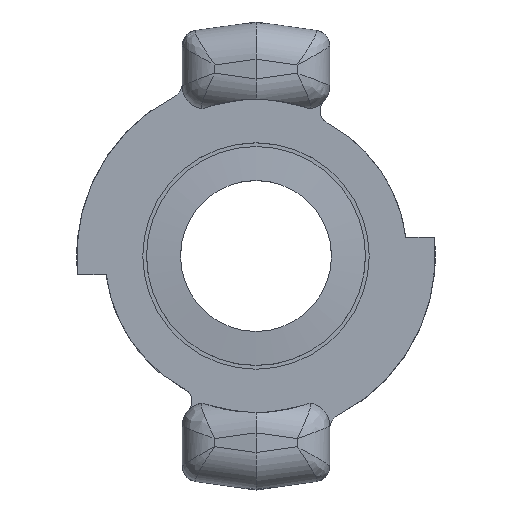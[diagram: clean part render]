
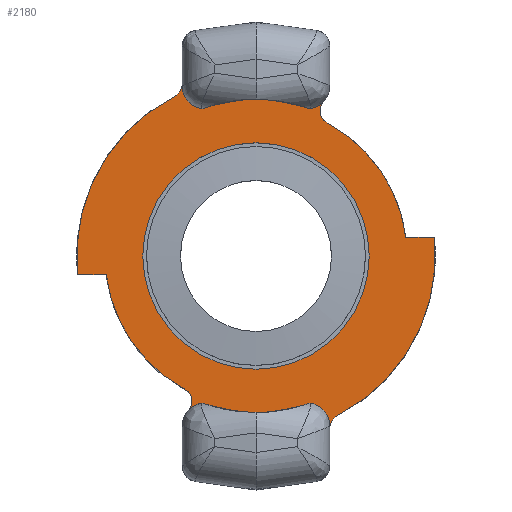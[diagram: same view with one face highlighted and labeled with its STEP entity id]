
A CAD part, top view. The second image highlights one B-rep face of the part: STEP entity #2180.
In plain terms, the highlighted planar face has unit normal (0, 0, 1).
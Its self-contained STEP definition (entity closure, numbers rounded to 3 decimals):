
#205=FACE_BOUND('',#403,.T.);
#214=PLANE('',#2372);
#276=FACE_OUTER_BOUND('',#402,.T.);
#402=EDGE_LOOP('',(#1562,#1563,#1564,#1565,#1566,#1567,#1568,#1569,#1570,
#1571,#1572,#1573,#1574,#1575,#1576,#1577,#1578,#1579));
#403=EDGE_LOOP('',(#1580,#1581));
#533=LINE('',#4162,#648);
#534=LINE('',#4166,#649);
#535=LINE('',#4171,#650);
#536=LINE('',#4177,#651);
#537=LINE('',#4181,#652);
#538=LINE('',#4186,#653);
#648=VECTOR('',#2744,10.);
#649=VECTOR('',#2747,10.);
#650=VECTOR('',#2752,10.);
#651=VECTOR('',#2757,10.);
#652=VECTOR('',#2760,10.);
#653=VECTOR('',#2765,10.);
#742=CIRCLE('',#2313,20.);
#744=CIRCLE('',#2315,20.);
#766=CIRCLE('',#2373,25.5);
#767=CIRCLE('',#2374,2.);
#768=CIRCLE('',#2375,23.75);
#769=CIRCLE('',#2376,1.835);
#770=CIRCLE('',#2377,3.);
#771=CIRCLE('',#2378,25.5);
#772=CIRCLE('',#2379,2.);
#773=CIRCLE('',#2380,23.75);
#774=CIRCLE('',#2381,1.835);
#775=CIRCLE('',#2382,3.);
#776=CIRCLE('',#2383,15.);
#777=CIRCLE('',#2384,15.);
#863=VERTEX_POINT('',#3465);
#864=VERTEX_POINT('',#3467);
#867=VERTEX_POINT('',#3491);
#868=VERTEX_POINT('',#3493);
#943=VERTEX_POINT('',#4160);
#944=VERTEX_POINT('',#4161);
#945=VERTEX_POINT('',#4163);
#946=VERTEX_POINT('',#4165);
#947=VERTEX_POINT('',#4167);
#948=VERTEX_POINT('',#4169);
#949=VERTEX_POINT('',#4172);
#950=VERTEX_POINT('',#4174);
#951=VERTEX_POINT('',#4176);
#952=VERTEX_POINT('',#4178);
#953=VERTEX_POINT('',#4180);
#954=VERTEX_POINT('',#4182);
#955=VERTEX_POINT('',#4184);
#956=VERTEX_POINT('',#4187);
#957=VERTEX_POINT('',#4190);
#958=VERTEX_POINT('',#4191);
#1076=EDGE_CURVE('',#863,#864,#742,.T.);
#1081=EDGE_CURVE('',#867,#868,#744,.T.);
#1179=EDGE_CURVE('',#943,#944,#533,.T.);
#1180=EDGE_CURVE('',#943,#945,#766,.T.);
#1181=EDGE_CURVE('',#946,#945,#534,.T.);
#1182=EDGE_CURVE('',#947,#946,#767,.T.);
#1183=EDGE_CURVE('',#948,#947,#768,.T.);
#1184=EDGE_CURVE('',#864,#948,#535,.T.);
#1185=EDGE_CURVE('',#949,#863,#769,.T.);
#1186=EDGE_CURVE('',#950,#949,#770,.T.);
#1187=EDGE_CURVE('',#951,#950,#536,.T.);
#1188=EDGE_CURVE('',#951,#952,#771,.T.);
#1189=EDGE_CURVE('',#953,#952,#537,.T.);
#1190=EDGE_CURVE('',#954,#953,#772,.T.);
#1191=EDGE_CURVE('',#955,#954,#773,.T.);
#1192=EDGE_CURVE('',#868,#955,#538,.T.);
#1193=EDGE_CURVE('',#956,#867,#774,.T.);
#1194=EDGE_CURVE('',#944,#956,#775,.T.);
#1195=EDGE_CURVE('',#957,#958,#776,.T.);
#1196=EDGE_CURVE('',#958,#957,#777,.T.);
#1562=ORIENTED_EDGE('',*,*,#1179,.F.);
#1563=ORIENTED_EDGE('',*,*,#1180,.T.);
#1564=ORIENTED_EDGE('',*,*,#1181,.F.);
#1565=ORIENTED_EDGE('',*,*,#1182,.F.);
#1566=ORIENTED_EDGE('',*,*,#1183,.F.);
#1567=ORIENTED_EDGE('',*,*,#1184,.F.);
#1568=ORIENTED_EDGE('',*,*,#1076,.F.);
#1569=ORIENTED_EDGE('',*,*,#1185,.F.);
#1570=ORIENTED_EDGE('',*,*,#1186,.F.);
#1571=ORIENTED_EDGE('',*,*,#1187,.F.);
#1572=ORIENTED_EDGE('',*,*,#1188,.T.);
#1573=ORIENTED_EDGE('',*,*,#1189,.F.);
#1574=ORIENTED_EDGE('',*,*,#1190,.F.);
#1575=ORIENTED_EDGE('',*,*,#1191,.F.);
#1576=ORIENTED_EDGE('',*,*,#1192,.F.);
#1577=ORIENTED_EDGE('',*,*,#1081,.F.);
#1578=ORIENTED_EDGE('',*,*,#1193,.F.);
#1579=ORIENTED_EDGE('',*,*,#1194,.F.);
#1580=ORIENTED_EDGE('',*,*,#1195,.F.);
#1581=ORIENTED_EDGE('',*,*,#1196,.F.);
#2180=ADVANCED_FACE('',(#276,#205),#214,.F.);
#2313=AXIS2_PLACEMENT_3D('',#3468,#2595,#2596);
#2315=AXIS2_PLACEMENT_3D('',#3494,#2601,#2602);
#2372=AXIS2_PLACEMENT_3D('',#4159,#2742,#2743);
#2373=AXIS2_PLACEMENT_3D('',#4164,#2745,#2746);
#2374=AXIS2_PLACEMENT_3D('',#4168,#2748,#2749);
#2375=AXIS2_PLACEMENT_3D('',#4170,#2750,#2751);
#2376=AXIS2_PLACEMENT_3D('',#4173,#2753,#2754);
#2377=AXIS2_PLACEMENT_3D('',#4175,#2755,#2756);
#2378=AXIS2_PLACEMENT_3D('',#4179,#2758,#2759);
#2379=AXIS2_PLACEMENT_3D('',#4183,#2761,#2762);
#2380=AXIS2_PLACEMENT_3D('',#4185,#2763,#2764);
#2381=AXIS2_PLACEMENT_3D('',#4188,#2766,#2767);
#2382=AXIS2_PLACEMENT_3D('',#4189,#2768,#2769);
#2383=AXIS2_PLACEMENT_3D('',#4192,#2770,#2771);
#2384=AXIS2_PLACEMENT_3D('',#4193,#2772,#2773);
#2595=DIRECTION('center_axis',(0.,0.,-1.));
#2596=DIRECTION('ref_axis',(0.,1.,0.));
#2601=DIRECTION('center_axis',(0.,0.,-1.));
#2602=DIRECTION('ref_axis',(0.,1.,0.));
#2742=DIRECTION('center_axis',(0.,0.,-1.));
#2743=DIRECTION('ref_axis',(-1.,0.,0.));
#2744=DIRECTION('',(0.,-1.,0.));
#2745=DIRECTION('center_axis',(0.,0.,1.));
#2746=DIRECTION('ref_axis',(-1.,0.,0.));
#2747=DIRECTION('',(0.,1.,0.));
#2748=DIRECTION('center_axis',(0.,0.,1.));
#2749=DIRECTION('ref_axis',(0.853,-0.521,0.));
#2750=DIRECTION('center_axis',(0.,0.,-1.));
#2751=DIRECTION('ref_axis',(-0.411,0.912,0.));
#2752=DIRECTION('',(-1.,0.,0.));
#2753=DIRECTION('center_axis',(0.,0.,1.));
#2754=DIRECTION('ref_axis',(0.741,-0.671,0.));
#2755=DIRECTION('center_axis',(0.,0.,-1.));
#2756=DIRECTION('ref_axis',(-0.755,0.656,0.));
#2757=DIRECTION('',(0.,1.,0.));
#2758=DIRECTION('center_axis',(0.,0.,1.));
#2759=DIRECTION('ref_axis',(-1.,0.,0.));
#2760=DIRECTION('',(0.,-1.,0.));
#2761=DIRECTION('center_axis',(0.,0.,1.));
#2762=DIRECTION('ref_axis',(-0.853,0.521,0.));
#2763=DIRECTION('center_axis',(0.,0.,-1.));
#2764=DIRECTION('ref_axis',(0.411,-0.912,0.));
#2765=DIRECTION('',(1.,0.,0.));
#2766=DIRECTION('center_axis',(0.,0.,1.));
#2767=DIRECTION('ref_axis',(-0.741,0.671,0.));
#2768=DIRECTION('center_axis',(0.,0.,-1.));
#2769=DIRECTION('ref_axis',(0.755,-0.656,0.));
#2770=DIRECTION('center_axis',(0.,0.,1.));
#2771=DIRECTION('ref_axis',(-1.,0.,0.));
#2772=DIRECTION('center_axis',(0.,0.,1.));
#2773=DIRECTION('ref_axis',(-1.,0.,0.));
#3465=CARTESIAN_POINT('',(-9.466,-17.618,-5.114));
#3467=CARTESIAN_POINT('',(-19.843,-2.5,-5.114));
#3468=CARTESIAN_POINT('Origin',(0.,0.,-5.114));
#3491=CARTESIAN_POINT('',(9.466,17.618,-5.114));
#3493=CARTESIAN_POINT('',(19.843,2.5,-5.114));
#3494=CARTESIAN_POINT('Origin',(0.,0.,-5.114));
#4159=CARTESIAN_POINT('Origin',(-20.25,0.,-5.114));
#4160=CARTESIAN_POINT('',(9.75,23.562,-5.114));
#4161=CARTESIAN_POINT('',(9.75,22.478,-5.114));
#4162=CARTESIAN_POINT('',(9.75,15.5,-5.114));
#4163=CARTESIAN_POINT('',(-9.75,23.562,-5.114));
#4164=CARTESIAN_POINT('Origin',(0.,0.,-5.114));
#4165=CARTESIAN_POINT('',(-9.75,22.913,-5.114));
#4166=CARTESIAN_POINT('',(-9.75,-15.5,-5.114));
#4167=CARTESIAN_POINT('',(-10.837,21.133,-5.114));
#4168=CARTESIAN_POINT('Origin',(-11.75,22.913,-5.114));
#4169=CARTESIAN_POINT('',(-23.618,-2.5,-5.114));
#4170=CARTESIAN_POINT('Origin',(0.,0.,-5.114));
#4171=CARTESIAN_POINT('',(-10.125,-2.5,-5.114));
#4172=CARTESIAN_POINT('',(-8.974,-20.465,-5.114));
#4173=CARTESIAN_POINT('Origin',(-10.335,-19.234,-5.114));
#4174=CARTESIAN_POINT('',(-9.75,-22.478,-5.114));
#4175=CARTESIAN_POINT('Origin',(-6.75,-22.478,-5.114));
#4176=CARTESIAN_POINT('',(-9.75,-23.562,-5.114));
#4177=CARTESIAN_POINT('',(-9.75,-15.5,-5.114));
#4178=CARTESIAN_POINT('',(9.75,-23.562,-5.114));
#4179=CARTESIAN_POINT('Origin',(0.,0.,-5.114));
#4180=CARTESIAN_POINT('',(9.75,-22.913,-5.114));
#4181=CARTESIAN_POINT('',(9.75,15.5,-5.114));
#4182=CARTESIAN_POINT('',(10.837,-21.133,-5.114));
#4183=CARTESIAN_POINT('Origin',(11.75,-22.913,-5.114));
#4184=CARTESIAN_POINT('',(23.618,2.5,-5.114));
#4185=CARTESIAN_POINT('Origin',(0.,0.,-5.114));
#4186=CARTESIAN_POINT('',(-10.125,2.5,-5.114));
#4187=CARTESIAN_POINT('',(8.974,20.465,-5.114));
#4188=CARTESIAN_POINT('Origin',(10.335,19.234,-5.114));
#4189=CARTESIAN_POINT('Origin',(6.75,22.478,-5.114));
#4190=CARTESIAN_POINT('',(-15.,0.,-5.114));
#4191=CARTESIAN_POINT('',(15.,0.,-5.114));
#4192=CARTESIAN_POINT('Origin',(0.,0.,-5.114));
#4193=CARTESIAN_POINT('Origin',(0.,0.,-5.114));
